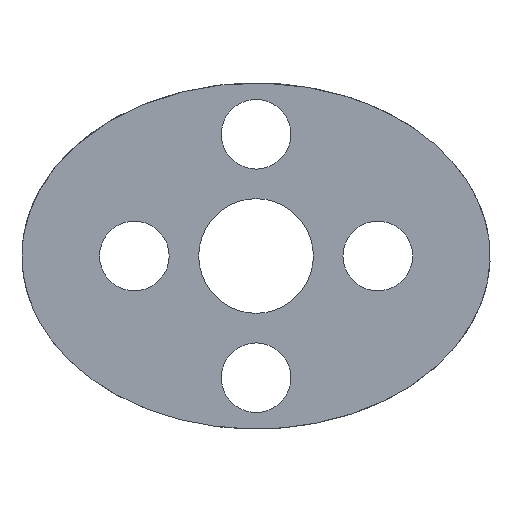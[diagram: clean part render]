
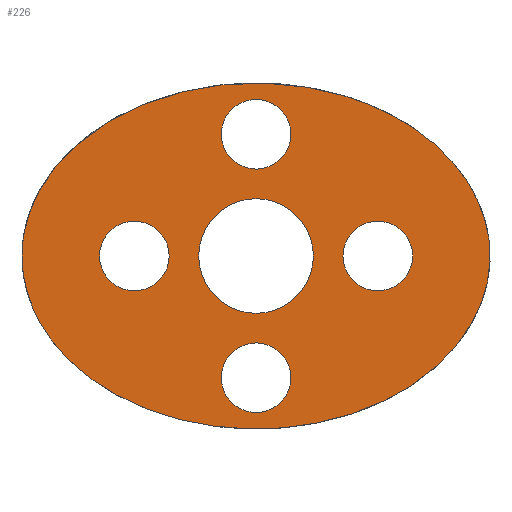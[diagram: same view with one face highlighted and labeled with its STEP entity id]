
A CAD part, front view. The second image highlights one B-rep face of the part: STEP entity #226.
In plain terms, the highlighted planar face has unit normal (0, -1, 0).
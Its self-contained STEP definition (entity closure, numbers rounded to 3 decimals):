
#26=FACE_BOUND('',#66,.T.);
#27=FACE_BOUND('',#67,.T.);
#28=FACE_BOUND('',#68,.T.);
#29=FACE_BOUND('',#69,.T.);
#30=FACE_BOUND('',#70,.T.);
#32=ELLIPSE('',#268,15.,11.087);
#34=PLANE('',#269);
#47=FACE_OUTER_BOUND('',#65,.T.);
#65=EDGE_LOOP('',(#203));
#66=EDGE_LOOP('',(#204));
#67=EDGE_LOOP('',(#205));
#68=EDGE_LOOP('',(#206));
#69=EDGE_LOOP('',(#207));
#70=EDGE_LOOP('',(#208));
#99=CIRCLE('',#251,3.675);
#101=CIRCLE('',#255,2.23);
#103=CIRCLE('',#259,2.23);
#105=CIRCLE('',#263,2.23);
#107=CIRCLE('',#267,2.23);
#115=VERTEX_POINT('',#360);
#117=VERTEX_POINT('',#368);
#119=VERTEX_POINT('',#376);
#121=VERTEX_POINT('',#384);
#123=VERTEX_POINT('',#392);
#124=VERTEX_POINT('',#413);
#134=EDGE_CURVE('',#115,#115,#99,.T.);
#138=EDGE_CURVE('',#117,#117,#101,.T.);
#142=EDGE_CURVE('',#119,#119,#103,.T.);
#146=EDGE_CURVE('',#121,#121,#105,.T.);
#150=EDGE_CURVE('',#123,#123,#107,.T.);
#152=EDGE_CURVE('',#124,#124,#32,.T.);
#203=ORIENTED_EDGE('',*,*,#152,.T.);
#204=ORIENTED_EDGE('',*,*,#134,.T.);
#205=ORIENTED_EDGE('',*,*,#150,.T.);
#206=ORIENTED_EDGE('',*,*,#138,.T.);
#207=ORIENTED_EDGE('',*,*,#142,.T.);
#208=ORIENTED_EDGE('',*,*,#146,.T.);
#226=ADVANCED_FACE('',(#47,#26,#27,#28,#29,#30),#34,.F.);
#251=AXIS2_PLACEMENT_3D('',#362,#294,#295);
#255=AXIS2_PLACEMENT_3D('',#370,#304,#305);
#259=AXIS2_PLACEMENT_3D('',#378,#314,#315);
#263=AXIS2_PLACEMENT_3D('',#386,#324,#325);
#267=AXIS2_PLACEMENT_3D('',#394,#334,#335);
#268=AXIS2_PLACEMENT_3D('',#415,#337,#338);
#269=AXIS2_PLACEMENT_3D('',#416,#339,#340);
#294=DIRECTION('center_axis',(0.,1.,0.));
#295=DIRECTION('ref_axis',(-1.,0.,0.));
#304=DIRECTION('center_axis',(0.,1.,0.));
#305=DIRECTION('ref_axis',(-1.,0.,0.));
#314=DIRECTION('center_axis',(0.,1.,0.));
#315=DIRECTION('ref_axis',(-1.,0.,0.));
#324=DIRECTION('center_axis',(0.,1.,0.));
#325=DIRECTION('ref_axis',(-1.,0.,0.));
#334=DIRECTION('center_axis',(0.,1.,0.));
#335=DIRECTION('ref_axis',(-1.,0.,0.));
#337=DIRECTION('center_axis',(0.,-1.,0.));
#338=DIRECTION('ref_axis',(1.,0.,0.));
#339=DIRECTION('center_axis',(0.,1.,0.));
#340=DIRECTION('ref_axis',(-1.,0.,0.));
#360=CARTESIAN_POINT('',(3.745,50.454,63.913));
#362=CARTESIAN_POINT('Origin',(0.07,50.454,63.913));
#368=CARTESIAN_POINT('',(10.1,50.454,63.913));
#370=CARTESIAN_POINT('Origin',(7.87,50.454,63.913));
#376=CARTESIAN_POINT('',(2.3,50.454,56.113));
#378=CARTESIAN_POINT('Origin',(0.07,50.454,56.113));
#384=CARTESIAN_POINT('',(-5.5,50.454,63.913));
#386=CARTESIAN_POINT('Origin',(-7.73,50.454,63.913));
#392=CARTESIAN_POINT('',(2.3,50.454,71.713));
#394=CARTESIAN_POINT('Origin',(0.07,50.454,71.713));
#413=CARTESIAN_POINT('',(-14.93,50.454,63.913));
#415=CARTESIAN_POINT('Origin',(0.07,50.454,63.913));
#416=CARTESIAN_POINT('Origin',(0.07,50.454,63.913));
